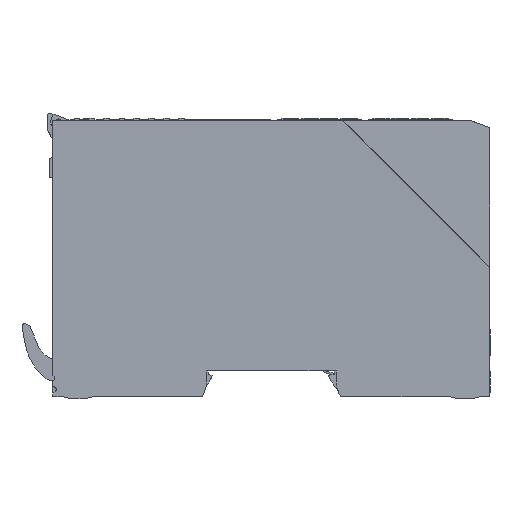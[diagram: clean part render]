
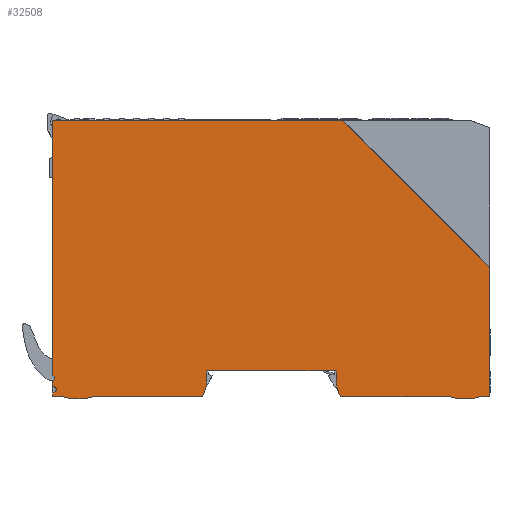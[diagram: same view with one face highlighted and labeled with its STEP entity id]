
A CAD part, left-side view. The second image highlights one B-rep face of the part: STEP entity #32508.
In plain terms, the highlighted planar face has unit normal (-1, 0, 0).
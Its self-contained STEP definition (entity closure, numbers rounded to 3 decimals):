
#27085=AXIS2_PLACEMENT_3D('Circle Axis2P3D',#27083,#27084,$) ;
#27118=AXIS2_PLACEMENT_3D('Circle Axis2P3D',#27116,#27117,$) ;
#27276=AXIS2_PLACEMENT_3D('Circle Axis2P3D',#27274,#27275,$) ;
#27357=AXIS2_PLACEMENT_3D('Circle Axis2P3D',#27355,#27356,$) ;
#32477=AXIS2_PLACEMENT_3D('Plane Axis2P3D',#32474,#32475,#32476) ;
#644=CARTESIAN_POINT('Vertex',(0.,119.5,0.6)) ;
#647=CARTESIAN_POINT('Line Origine',(0.,119.5,1.09)) ;
#651=CARTESIAN_POINT('Vertex',(0.,119.5,1.58)) ;
#728=CARTESIAN_POINT('Vertex',(0.,119.5,6.469)) ;
#731=CARTESIAN_POINT('Line Origine',(0.,119.5,41.297)) ;
#735=CARTESIAN_POINT('Vertex',(0.,119.5,76.125)) ;
#26664=CARTESIAN_POINT('Vertex',(0.,119.5,4.905)) ;
#26670=CARTESIAN_POINT('Control Point',(0.,119.5,4.905)) ;
#26671=CARTESIAN_POINT('Control Point',(0.,119.225,4.974)) ;
#26672=CARTESIAN_POINT('Control Point',(0.,118.984,5.181)) ;
#26673=CARTESIAN_POINT('Control Point',(0.,118.879,5.507)) ;
#26674=CARTESIAN_POINT('Control Point',(0.,118.952,5.817)) ;
#26675=CARTESIAN_POINT('Control Point',(0.,119.134,6.033)) ;
#26676=CARTESIAN_POINT('Vertex',(0.,119.134,6.033)) ;
#26711=CARTESIAN_POINT('Vertex',(0.,0.,0.6)) ;
#26756=CARTESIAN_POINT('Vertex',(0.,0.,35.9)) ;
#26759=CARTESIAN_POINT('Line Origine',(0.,0.,18.25)) ;
#27055=CARTESIAN_POINT('Vertex',(0.,2.357,0.6)) ;
#27058=CARTESIAN_POINT('Line Origine',(0.,1.178,0.6)) ;
#27080=CARTESIAN_POINT('Vertex',(0.,11.443,0.6)) ;
#27083=CARTESIAN_POINT('Axis2P3D Location',(0.,6.9,17.5)) ;
#27096=CARTESIAN_POINT('Line Origine',(0.,26.101,0.6)) ;
#27100=CARTESIAN_POINT('Vertex',(0.,40.759,0.6)) ;
#27116=CARTESIAN_POINT('Axis2P3D Location',(0.,34.499,4.731)) ;
#27120=CARTESIAN_POINT('Vertex',(0.,41.998,4.6)) ;
#27137=CARTESIAN_POINT('Line Origine',(0.,42.024,6.1)) ;
#27141=CARTESIAN_POINT('Vertex',(0.,42.05,7.6)) ;
#27182=CARTESIAN_POINT('Line Origine',(0.,59.75,7.6)) ;
#27186=CARTESIAN_POINT('Vertex',(0.,77.45,7.6)) ;
#27254=CARTESIAN_POINT('Line Origine',(0.,77.476,6.1)) ;
#27258=CARTESIAN_POINT('Vertex',(0.,77.502,4.6)) ;
#27274=CARTESIAN_POINT('Axis2P3D Location',(0.,85.001,4.731)) ;
#27278=CARTESIAN_POINT('Vertex',(0.,78.741,0.6)) ;
#27315=CARTESIAN_POINT('Vertex',(0.,108.057,0.6)) ;
#27323=CARTESIAN_POINT('Line Origine',(0.,93.399,0.6)) ;
#27347=CARTESIAN_POINT('Vertex',(0.,117.143,0.6)) ;
#27355=CARTESIAN_POINT('Axis2P3D Location',(0.,112.6,17.5)) ;
#27382=CARTESIAN_POINT('Vertex',(0.,118.855,1.952)) ;
#27388=CARTESIAN_POINT('Control Point',(0.,118.855,1.952)) ;
#27389=CARTESIAN_POINT('Control Point',(0.,118.537,2.135)) ;
#27390=CARTESIAN_POINT('Control Point',(0.,118.333,2.527)) ;
#27391=CARTESIAN_POINT('Control Point',(0.,118.466,3.021)) ;
#27392=CARTESIAN_POINT('Control Point',(0.,118.838,3.258)) ;
#27393=CARTESIAN_POINT('Control Point',(0.,119.205,3.258)) ;
#27394=CARTESIAN_POINT('Vertex',(0.,119.205,3.258)) ;
#27420=CARTESIAN_POINT('Line Origine',(0.,119.352,3.258)) ;
#27424=CARTESIAN_POINT('Vertex',(0.,119.5,3.258)) ;
#27452=CARTESIAN_POINT('Line Origine',(0.,119.5,4.081)) ;
#28025=CARTESIAN_POINT('Vertex',(0.,40.225,76.125)) ;
#28028=CARTESIAN_POINT('Line Origine',(0.,20.113,56.013)) ;
#32247=CARTESIAN_POINT('Line Origine',(0.,118.322,0.6)) ;
#32265=CARTESIAN_POINT('Line Origine',(0.,119.177,1.766)) ;
#32461=CARTESIAN_POINT('Line Origine',(0.,119.317,6.251)) ;
#32474=CARTESIAN_POINT('Axis2P3D Location',(0.,0.,0.)) ;
#32479=CARTESIAN_POINT('Line Origine',(0.,79.863,76.125)) ;
#648=DIRECTION('Vector Direction',(0.,0.,1.)) ;
#732=DIRECTION('Vector Direction',(0.,0.,1.)) ;
#26760=DIRECTION('Vector Direction',(0.,0.,-1.)) ;
#27059=DIRECTION('Vector Direction',(0.,-1.,0.)) ;
#27084=DIRECTION('Axis2P3D Direction',(1.,0.,0.)) ;
#27097=DIRECTION('Vector Direction',(0.,-1.,0.)) ;
#27117=DIRECTION('Axis2P3D Direction',(-1.,0.,0.)) ;
#27138=DIRECTION('Vector Direction',(0.,-0.017,-1.)) ;
#27183=DIRECTION('Vector Direction',(0.,-1.,0.)) ;
#27255=DIRECTION('Vector Direction',(0.,-0.017,1.)) ;
#27275=DIRECTION('Axis2P3D Direction',(-1.,0.,0.)) ;
#27324=DIRECTION('Vector Direction',(0.,-1.,0.)) ;
#27356=DIRECTION('Axis2P3D Direction',(1.,0.,0.)) ;
#27421=DIRECTION('Vector Direction',(0.,1.,0.)) ;
#27453=DIRECTION('Vector Direction',(0.,0.,1.)) ;
#28029=DIRECTION('Vector Direction',(0.,-0.707,-0.707)) ;
#32248=DIRECTION('Vector Direction',(0.,-1.,0.)) ;
#32266=DIRECTION('Vector Direction',(0.,-0.866,0.5)) ;
#32462=DIRECTION('Vector Direction',(0.,0.643,0.766)) ;
#32475=DIRECTION('Axis2P3D Direction',(-1.,0.,0.)) ;
#32476=DIRECTION('Axis2P3D XDirection',(0.,-1.,0.)) ;
#32480=DIRECTION('Vector Direction',(0.,-1.,0.)) ;
#649=VECTOR('Line Direction',#648,1.) ;
#733=VECTOR('Line Direction',#732,1.) ;
#26761=VECTOR('Line Direction',#26760,1.) ;
#27060=VECTOR('Line Direction',#27059,1.) ;
#27098=VECTOR('Line Direction',#27097,1.) ;
#27139=VECTOR('Line Direction',#27138,1.) ;
#27184=VECTOR('Line Direction',#27183,1.) ;
#27256=VECTOR('Line Direction',#27255,1.) ;
#27325=VECTOR('Line Direction',#27324,1.) ;
#27422=VECTOR('Line Direction',#27421,1.) ;
#27454=VECTOR('Line Direction',#27453,1.) ;
#28030=VECTOR('Line Direction',#28029,1.) ;
#32249=VECTOR('Line Direction',#32248,1.) ;
#32267=VECTOR('Line Direction',#32266,1.) ;
#32463=VECTOR('Line Direction',#32462,1.) ;
#32481=VECTOR('Line Direction',#32480,1.) ;
#32485=ORIENTED_EDGE('',*,*,#27456,.T.) ;
#32486=ORIENTED_EDGE('',*,*,#27426,.F.) ;
#32487=ORIENTED_EDGE('',*,*,#27396,.F.) ;
#32488=ORIENTED_EDGE('',*,*,#32269,.F.) ;
#32489=ORIENTED_EDGE('',*,*,#653,.T.) ;
#32490=ORIENTED_EDGE('',*,*,#32251,.T.) ;
#32491=ORIENTED_EDGE('',*,*,#27359,.T.) ;
#32492=ORIENTED_EDGE('',*,*,#27327,.T.) ;
#32493=ORIENTED_EDGE('',*,*,#27280,.T.) ;
#32494=ORIENTED_EDGE('',*,*,#27260,.T.) ;
#32495=ORIENTED_EDGE('',*,*,#27188,.T.) ;
#32496=ORIENTED_EDGE('',*,*,#27143,.T.) ;
#32497=ORIENTED_EDGE('',*,*,#27122,.T.) ;
#32498=ORIENTED_EDGE('',*,*,#27102,.T.) ;
#32499=ORIENTED_EDGE('',*,*,#27087,.T.) ;
#32500=ORIENTED_EDGE('',*,*,#27062,.T.) ;
#32501=ORIENTED_EDGE('',*,*,#26763,.T.) ;
#32502=ORIENTED_EDGE('',*,*,#28032,.T.) ;
#32503=ORIENTED_EDGE('',*,*,#32483,.T.) ;
#32504=ORIENTED_EDGE('',*,*,#737,.T.) ;
#32505=ORIENTED_EDGE('',*,*,#32465,.F.) ;
#32506=ORIENTED_EDGE('',*,*,#26678,.F.) ;
#32508=ADVANCED_FACE('Koppler',(#32507),#32478,.T.) ;
#26669=B_SPLINE_CURVE_WITH_KNOTS('',5,(#26670,#26671,#26672,#26673,#26674,#26675),.UNSPECIFIED.,.F.,.U.,(6,6),(2.134,3.55),.UNSPECIFIED.) ;
#27387=B_SPLINE_CURVE_WITH_KNOTS('',5,(#27388,#27389,#27390,#27391,#27392,#27393),.UNSPECIFIED.,.F.,.U.,(6,6),(2.719,4.551),.UNSPECIFIED.) ;
#27086=CIRCLE('generated circle',#27085,17.5) ;
#27119=CIRCLE('generated circle',#27118,7.5) ;
#27277=CIRCLE('generated circle',#27276,7.5) ;
#27358=CIRCLE('generated circle',#27357,17.5) ;
#653=EDGE_CURVE('',#652,#645,#650,.F.) ;
#737=EDGE_CURVE('',#736,#729,#734,.F.) ;
#26678=EDGE_CURVE('',#26665,#26677,#26669,.T.) ;
#26763=EDGE_CURVE('',#26712,#26757,#26762,.F.) ;
#27062=EDGE_CURVE('',#27056,#26712,#27061,.T.) ;
#27087=EDGE_CURVE('',#27081,#27056,#27086,.F.) ;
#27102=EDGE_CURVE('',#27101,#27081,#27099,.T.) ;
#27122=EDGE_CURVE('',#27121,#27101,#27119,.T.) ;
#27143=EDGE_CURVE('',#27142,#27121,#27140,.T.) ;
#27188=EDGE_CURVE('',#27187,#27142,#27185,.T.) ;
#27260=EDGE_CURVE('',#27259,#27187,#27257,.T.) ;
#27280=EDGE_CURVE('',#27279,#27259,#27277,.T.) ;
#27327=EDGE_CURVE('',#27316,#27279,#27326,.T.) ;
#27359=EDGE_CURVE('',#27348,#27316,#27358,.F.) ;
#27396=EDGE_CURVE('',#27383,#27395,#27387,.T.) ;
#27426=EDGE_CURVE('',#27395,#27425,#27423,.T.) ;
#27456=EDGE_CURVE('',#26665,#27425,#27455,.F.) ;
#28032=EDGE_CURVE('',#26757,#28026,#28031,.F.) ;
#32251=EDGE_CURVE('',#645,#27348,#32250,.T.) ;
#32269=EDGE_CURVE('',#652,#27383,#32268,.T.) ;
#32465=EDGE_CURVE('',#26677,#729,#32464,.T.) ;
#32483=EDGE_CURVE('',#28026,#736,#32482,.F.) ;
#32484=EDGE_LOOP('',(#32485,#32486,#32487,#32488,#32489,#32490,#32491,#32492,#32493,#32494,#32495,#32496,#32497,#32498,#32499,#32500,#32501,#32502,#32503,#32504,#32505,#32506)) ;
#32507=FACE_OUTER_BOUND('',#32484,.T.) ;
#650=LINE('Line',#647,#649) ;
#734=LINE('Line',#731,#733) ;
#26762=LINE('Line',#26759,#26761) ;
#27061=LINE('Line',#27058,#27060) ;
#27099=LINE('Line',#27096,#27098) ;
#27140=LINE('Line',#27137,#27139) ;
#27185=LINE('Line',#27182,#27184) ;
#27257=LINE('Line',#27254,#27256) ;
#27326=LINE('Line',#27323,#27325) ;
#27423=LINE('Line',#27420,#27422) ;
#27455=LINE('Line',#27452,#27454) ;
#28031=LINE('Line',#28028,#28030) ;
#32250=LINE('Line',#32247,#32249) ;
#32268=LINE('Line',#32265,#32267) ;
#32464=LINE('Line',#32461,#32463) ;
#32482=LINE('Line',#32479,#32481) ;
#32478=PLANE('',#32477) ;
#645=VERTEX_POINT('',#644) ;
#652=VERTEX_POINT('',#651) ;
#729=VERTEX_POINT('',#728) ;
#736=VERTEX_POINT('',#735) ;
#26665=VERTEX_POINT('',#26664) ;
#26677=VERTEX_POINT('',#26676) ;
#26712=VERTEX_POINT('',#26711) ;
#26757=VERTEX_POINT('',#26756) ;
#27056=VERTEX_POINT('',#27055) ;
#27081=VERTEX_POINT('',#27080) ;
#27101=VERTEX_POINT('',#27100) ;
#27121=VERTEX_POINT('',#27120) ;
#27142=VERTEX_POINT('',#27141) ;
#27187=VERTEX_POINT('',#27186) ;
#27259=VERTEX_POINT('',#27258) ;
#27279=VERTEX_POINT('',#27278) ;
#27316=VERTEX_POINT('',#27315) ;
#27348=VERTEX_POINT('',#27347) ;
#27383=VERTEX_POINT('',#27382) ;
#27395=VERTEX_POINT('',#27394) ;
#27425=VERTEX_POINT('',#27424) ;
#28026=VERTEX_POINT('',#28025) ;
